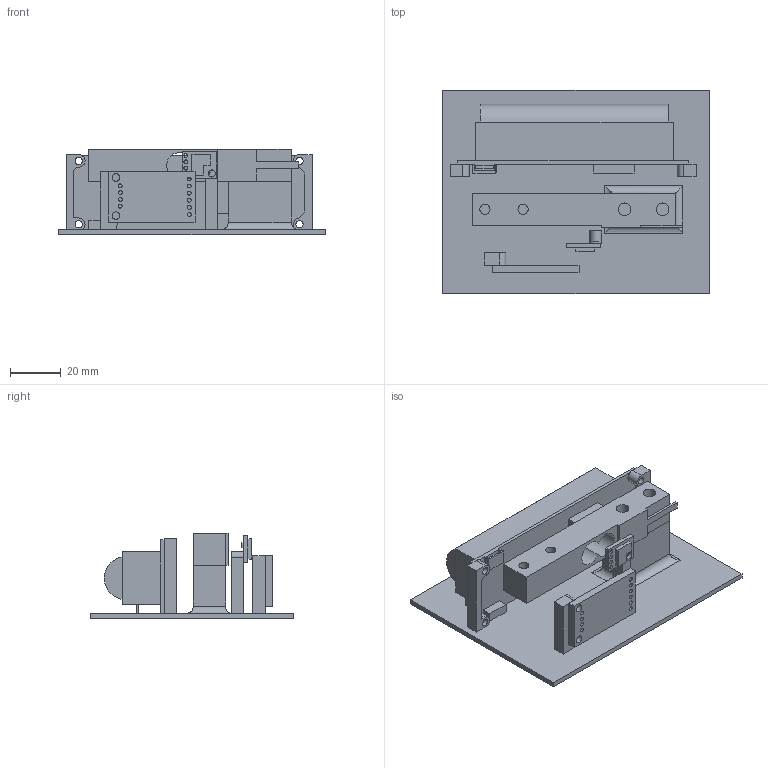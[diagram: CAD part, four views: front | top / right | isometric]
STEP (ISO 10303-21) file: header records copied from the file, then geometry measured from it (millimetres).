
FILE_DESCRIPTION(/* description */ ('','CAx-IF Rec.Pracs.---Representation and Presentation of Product Manufacturing Information (PMI)---4.0---2014-10-13'),/* implementation_level */ '2;1');
FILE_NAME(/* name */ 'cad.step',/* time_stamp */ '2025-03-20T16:26:47+01:00',/* author */ (''),/* organization */ (''),/* preprocessor_version */ 'ST-DEVELOPER v20',/* originating_system */ 'Autodesk Translation Framework v13.20.0.188',/* authorisation */ '');
FILE_SCHEMA (('AP242_MANAGED_MODEL_BASED_3D_ENGINEERING_MIM_LF { 1 0 10303 442 1 1 4 }'));
Length unit declared in the file: millimetre
Products named in the file (6): esp32 waage; waegezelle; HX711; ESP32 18650 Battery Akku; BME280 temparatursensor sensor; Gehäuse
Assembly tree (5 placements, depth 2):
  esp32 waage
    waegezelle
    HX711
    ESP32 18650 Battery Akku
    BME280 temparatursensor sensor
    Gehäuse
Bounding box: 105 x 80 x 33.7 mm (x, y, z)
Volume: 64782.9 mm3; surface area: 46268.4 mm2
Topology: 6 solids, 6 shells, 180 faces, 453 edges, 300 vertices
Faces by surface type: plane 127, cylinder 53
Full cylindrical faces by diameter (mm): 1.5 x14, 2.84 x1, 2.87 x8, 3 x5, 4 x2, 5 x4, 17 x1
Entity records: 5687 total; most frequent: CARTESIAN_POINT 944, DIRECTION 937, ORIENTED_EDGE 906, EDGE_CURVE 453, LINE 351, VECTOR 351, VERTEX_POINT 300, AXIS2_PLACEMENT_3D 293
